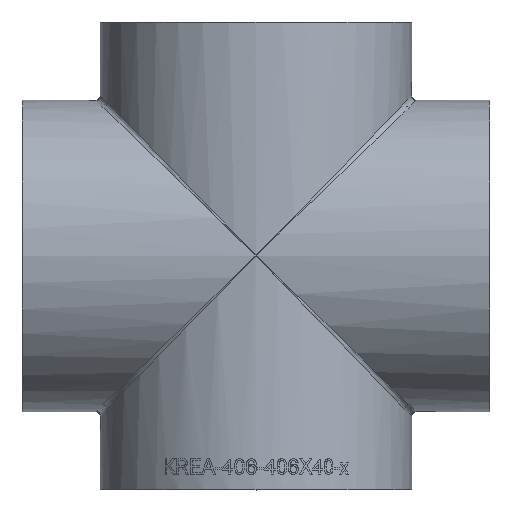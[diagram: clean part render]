
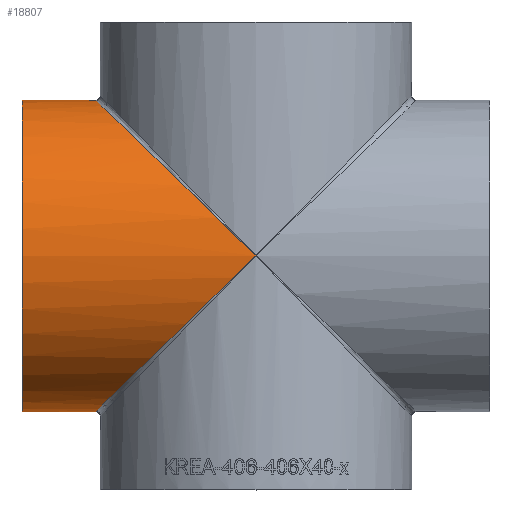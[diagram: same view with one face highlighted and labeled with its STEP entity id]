
A CAD part, top view. The second image highlights one B-rep face of the part: STEP entity #18807.
In plain terms, the highlighted cylindrical face has radius 203.2 mm (diameter 406.4 mm), a full revolution.
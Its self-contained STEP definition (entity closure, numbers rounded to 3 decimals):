
#2486 = CARTESIAN_POINT ( 'NONE',  ( 0., 0., -203.2 ) ) ;
#4675 = CARTESIAN_POINT ( 'NONE',  ( 0., 0., -203.2 ) ) ;
#5447 = EDGE_CURVE ( 'NONE', #7994, #7994, #19242, .T. ) ;
#5830 = EDGE_LOOP ( 'NONE', ( #37522 ) ) ;
#7994 = VERTEX_POINT ( 'NONE', #26533 ) ;
#8712 = CARTESIAN_POINT ( 'NONE',  ( 0., 0., 203.2 ) ) ;
#8765 = CARTESIAN_POINT ( 'NONE',  ( -418.4, 406.4, 203.2 ) ) ;
#8851 = CARTESIAN_POINT ( 'NONE',  ( -305., 0., 0. ) ) ;
#9614 = EDGE_LOOP ( 'NONE', ( #18721, #13884 ) ) ;
#10438 = AXIS2_PLACEMENT_3D ( 'NONE', #8851, #29582, #35288 ) ;
#10573 = DIRECTION ( 'NONE',  ( 0., 0., 1. ) ) ;
#11662 = CARTESIAN_POINT ( 'NONE',  ( 0., 0., -203.2 ) ) ;
#12937 = FACE_OUTER_BOUND ( 'NONE', #9614, .T. ) ;
#13004 = EDGE_CURVE ( 'NONE', #19782, #21559, #14971, .T. ) ;
#13884 = ORIENTED_EDGE ( 'NONE', *, *, #36989, .T. ) ;
#14971 =( BOUNDED_CURVE ( )  B_SPLINE_CURVE ( 3, ( #11662, #23697, #35741, #8712 ),
 .UNSPECIFIED., .F., .T. ) 
 B_SPLINE_CURVE_WITH_KNOTS ( ( 4, 4 ),
 ( 4.712, 7.854 ),
 .UNSPECIFIED. ) 
 CURVE ( )  GEOMETRIC_REPRESENTATION_ITEM ( )  RATIONAL_B_SPLINE_CURVE ( ( 1., 0.333, 0.333, 1. ) ) 
 REPRESENTATION_ITEM ( '' )  );
#16466 = FACE_OUTER_BOUND ( 'NONE', #5830, .T. ) ;
#17034 = CARTESIAN_POINT ( 'NONE',  ( 0., 0., 203.2 ) ) ;
#18721 = ORIENTED_EDGE ( 'NONE', *, *, #13004, .T. ) ;
#18807 = ADVANCED_FACE ( 'NONE', ( #16466, #12937 ), #24967, .T. ) ;
#19242 = CIRCLE ( 'NONE', #10438, 203.2 ) ;
#19782 = VERTEX_POINT ( 'NONE', #4675 ) ;
#21317 =( BOUNDED_CURVE ( )  B_SPLINE_CURVE ( 3, ( #36181, #8765, #33235, #2486 ),
 .UNSPECIFIED., .F., .F. ) 
 B_SPLINE_CURVE_WITH_KNOTS ( ( 4, 4 ),
 ( 4.712, 7.854 ),
 .UNSPECIFIED. ) 
 CURVE ( )  GEOMETRIC_REPRESENTATION_ITEM ( )  RATIONAL_B_SPLINE_CURVE ( ( 1., 0.333, 0.333, 1. ) ) 
 REPRESENTATION_ITEM ( '' )  );
#21559 = VERTEX_POINT ( 'NONE', #17034 ) ;
#23697 = CARTESIAN_POINT ( 'NONE',  ( -418.4, -406.4, -203.2 ) ) ;
#24967 = CYLINDRICAL_SURFACE ( 'NONE', #36850, 203.2 ) ;
#25548 = DIRECTION ( 'NONE',  ( -1., 0., 0. ) ) ;
#26533 = CARTESIAN_POINT ( 'NONE',  ( -305., 0., 203.2 ) ) ;
#29582 = DIRECTION ( 'NONE',  ( -1., 0., 0. ) ) ;
#33235 = CARTESIAN_POINT ( 'NONE',  ( -418.4, 406.4, -203.2 ) ) ;
#35209 = CARTESIAN_POINT ( 'NONE',  ( 305., 0., 0. ) ) ;
#35288 = DIRECTION ( 'NONE',  ( 0., 0., 1. ) ) ;
#35741 = CARTESIAN_POINT ( 'NONE',  ( -418.4, -406.4, 203.2 ) ) ;
#36181 = CARTESIAN_POINT ( 'NONE',  ( 0., 0., 203.2 ) ) ;
#36850 = AXIS2_PLACEMENT_3D ( 'NONE', #35209, #25548, #10573 ) ;
#36989 = EDGE_CURVE ( 'NONE', #21559, #19782, #21317, .T. ) ;
#37522 = ORIENTED_EDGE ( 'NONE', *, *, #5447, .F. ) ;
